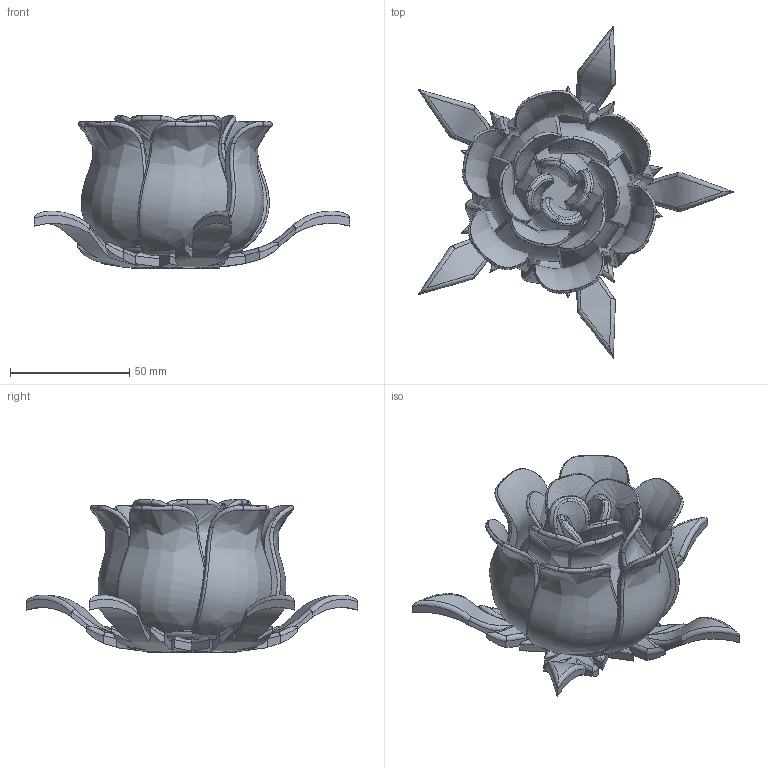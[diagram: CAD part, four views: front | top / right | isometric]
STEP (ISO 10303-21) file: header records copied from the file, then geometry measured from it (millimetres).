
FILE_DESCRIPTION(('FreeCAD Model'),'2;1');
FILE_NAME('Open CASCADE Shape Model','2025-05-03T21:57:20',('FreeCAD'),( 'FreeCAD'),'Open CASCADE STEP processor 7.6','FreeCAD','Unknown');
FILE_SCHEMA(('AUTOMOTIVE_DESIGN { 1 0 10303 214 1 1 1 1 }'));
Length unit declared in the file: millimetre
Products named in the file (1): Open CASCADE STEP translator 7.6 1
Bounding box: 132.39 x 139.21 x 63.78 mm (x, y, z)
Volume: 146586.7 mm3; surface area: 70550.7 mm2
Topology: 2 solids, 2 shells, 389 faces, 1066 edges, 685 vertices
Faces by surface type: bspline 389
Entity records: 31882 total; most frequent: CARTESIAN_POINT 25571, ORIENTED_EDGE 2132, EDGE_CURVE 1066, B_SPLINE_CURVE_WITH_KNOTS 947, VERTEX_POINT 685, FACE_BOUND 393, EDGE_LOOP 393, ADVANCED_FACE 389
